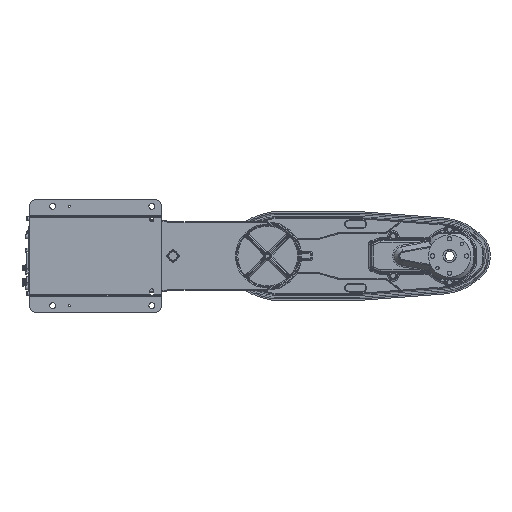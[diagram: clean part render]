
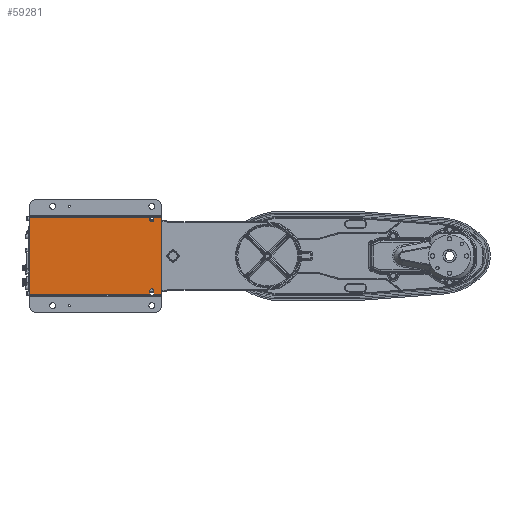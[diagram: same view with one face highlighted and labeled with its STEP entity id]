
A CAD part, front view. The second image highlights one B-rep face of the part: STEP entity #59281.
In plain terms, the highlighted planar face has unit normal (0, -1, 0).
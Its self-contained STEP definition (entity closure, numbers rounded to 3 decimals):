
#275 = DIRECTION ( 'NONE',  ( 0., 0., 1. ) ) ;
#774 = CARTESIAN_POINT ( 'NONE',  ( -135., 1.5, -59. ) ) ;
#1372 = CIRCLE ( 'NONE', #75023, 3. ) ;
#1683 = ORIENTED_EDGE ( 'NONE', *, *, #55196, .T. ) ;
#1920 = ORIENTED_EDGE ( 'NONE', *, *, #20583, .T. ) ;
#1999 = EDGE_CURVE ( '��������2_26+��������2_4+��������2_37', #4991, #33220, #23738, .T. ) ;
#2153 = ORIENTED_EDGE ( 'NONE', *, *, #66984, .T. ) ;
#3848 = VERTEX_POINT ( 'NONE', #69156 ) ;
#4083 = CARTESIAN_POINT ( 'NONE',  ( 52.816, 1.5, -58.533 ) ) ;
#4991 = VERTEX_POINT ( 'NONE', #4083 ) ;
#5273 = VECTOR ( 'NONE', #51499, 1000. ) ;
#5606 = EDGE_CURVE ( '��������2_26+��������2_332+��������2_33', #82705, #41016, #73363, .T. ) ;
#5944 = DIRECTION ( 'NONE',  ( 0., 0., 1. ) ) ;
#7459 = DIRECTION ( 'NONE',  ( 0., 0., 1. ) ) ;
#7719 = CARTESIAN_POINT ( 'NONE',  ( -135., 1.5, 58.533 ) ) ;
#7821 = CARTESIAN_POINT ( 'NONE',  ( 50., 1.5, -57.5 ) ) ;
#7966 = DIRECTION ( 'NONE',  ( -1., 0., 0. ) ) ;
#8179 = CARTESIAN_POINT ( 'NONE',  ( 53., 1.5, -57.5 ) ) ;
#9131 = CARTESIAN_POINT ( 'NONE',  ( 65., 1.5, -58.533 ) ) ;
#9511 = CIRCLE ( 'NONE', #49188, 3. ) ;
#10061 = CARTESIAN_POINT ( 'NONE',  ( 50., 1.5, 55. ) ) ;
#10862 = ORIENTED_EDGE ( 'NONE', *, *, #67994, .T. ) ;
#11162 = LINE ( 'NONE', #59031, #5273 ) ;
#11316 = CARTESIAN_POINT ( 'NONE',  ( 47., 1.5, -57.5 ) ) ;
#11467 = EDGE_CURVE ( '��������2_12+��������2_26+��������2', #56432, #14226, #55475, .T. ) ;
#12336 = AXIS2_PLACEMENT_3D ( 'NONE', #82226, #48514, #33465 ) ;
#12903 = DIRECTION ( 'NONE',  ( 0., 1., 0. ) ) ;
#13299 = CIRCLE ( 'NONE', #32930, 3. ) ;
#14197 = LINE ( 'NONE', #82038, #87751 ) ;
#14226 = VERTEX_POINT ( 'NONE', #7719 ) ;
#15367 = DIRECTION ( 'NONE',  ( 0., 1., 0. ) ) ;
#17888 = DIRECTION ( 'NONE',  ( 0., 0., 1. ) ) ;
#18394 = CARTESIAN_POINT ( 'NONE',  ( -135., 1.5, -58.533 ) ) ;
#19651 = VECTOR ( 'NONE', #78719, 1000. ) ;
#19963 = EDGE_CURVE ( '��������2_26+��������2_335+��������2_', #78972, #82705, #1372, .T. ) ;
#20422 = EDGE_CURVE ( '��������2_26+��������2_335+��������2_�n', #75441, #4991, #40652, .T. ) ;
#20512 = ORIENTED_EDGE ( 'NONE', *, *, #11467, .F. ) ;
#20583 = EDGE_CURVE ( '��������2_26+��������2_333+��������2_33', #41016, #77439, #9511, .T. ) ;
#23738 = LINE ( 'NONE', #9131, #19651 ) ;
#24998 = CARTESIAN_POINT ( 'NONE',  ( 50., 1.5, 52. ) ) ;
#26474 = ORIENTED_EDGE ( 'NONE', *, *, #40447, .T. ) ;
#32493 = DIRECTION ( 'NONE',  ( 0., 0., 1. ) ) ;
#32930 = AXIS2_PLACEMENT_3D ( 'NONE', #69365, #83969, #35207 ) ;
#33220 = VERTEX_POINT ( 'NONE', #58168 ) ;
#33228 = EDGE_CURVE ( '��������2_26+��������2_0+��������2_10', #56432, #78972, #11162, .T. ) ;
#33465 = DIRECTION ( 'NONE',  ( 0., 0., 1. ) ) ;
#35207 = DIRECTION ( 'NONE',  ( 0., 0., 1. ) ) ;
#35555 = VECTOR ( 'NONE', #17888, 1000. ) ;
#36192 = ORIENTED_EDGE ( 'NONE', *, *, #1999, .T. ) ;
#37106 = DIRECTION ( 'NONE',  ( 0., 1., 0. ) ) ;
#37720 = CARTESIAN_POINT ( 'NONE',  ( 47.184, 1.5, -58.533 ) ) ;
#40447 = EDGE_CURVE ( '��������2_26+��������2_39+��������2__�n', #69868, #14226, #14197, .T. ) ;
#40565 = ORIENTED_EDGE ( 'NONE', *, *, #33228, .T. ) ;
#40652 = CIRCLE ( 'NONE', #12336, 3. ) ;
#41016 = VERTEX_POINT ( 'NONE', #48655 ) ;
#41604 = VERTEX_POINT ( 'NONE', #24998 ) ;
#45624 = CARTESIAN_POINT ( 'NONE',  ( 53., 1.5, -52.5 ) ) ;
#46215 = AXIS2_PLACEMENT_3D ( 'NONE', #774, #12903, #7459 ) ;
#47593 = ORIENTED_EDGE ( 'NONE', *, *, #19963, .T. ) ;
#48514 = DIRECTION ( 'NONE',  ( 0., 1., 0. ) ) ;
#48655 = CARTESIAN_POINT ( 'NONE',  ( 47., 1.5, -52.5 ) ) ;
#49188 = AXIS2_PLACEMENT_3D ( 'NONE', #85270, #79933, #32493 ) ;
#51499 = DIRECTION ( 'NONE',  ( 1., 0., 0. ) ) ;
#51969 = VECTOR ( 'NONE', #5944, 1000. ) ;
#52068 = CARTESIAN_POINT ( 'NONE',  ( 47., 1.5, -59. ) ) ;
#52829 = PLANE ( 'NONE',  #46215 ) ;
#52872 = EDGE_LOOP ( 'NONE', ( #1683, #10862 ) ) ;
#53781 = EDGE_LOOP ( 'NONE', ( #86528, #69004, #36192, #2153, #26474, #20512, #40565, #47593, #81949, #1920 ) ) ;
#55196 = EDGE_CURVE ( '��������2_26+��������2_336+��������2_33', #41604, #3848, #13299, .T. ) ;
#55475 = LINE ( 'NONE', #82536, #62186 ) ;
#56432 = VERTEX_POINT ( 'NONE', #18394 ) ;
#58168 = CARTESIAN_POINT ( 'NONE',  ( 65., 1.5, -58.533 ) ) ;
#59031 = CARTESIAN_POINT ( 'NONE',  ( 65., 1.5, -58.533 ) ) ;
#59281 = ADVANCED_FACE ( '��������2', ( #72803, #66127 ), #52829, .F. ) ;
#62186 = VECTOR ( 'NONE', #70550, 1000. ) ;
#62924 = CARTESIAN_POINT ( 'NONE',  ( 65., 1.5, 58.533 ) ) ;
#64146 = DIRECTION ( 'NONE',  ( 0., 0., 1. ) ) ;
#66127 = FACE_OUTER_BOUND ( 'NONE', #53781, .T. ) ;
#66984 = EDGE_CURVE ( '��������2_26+��������2_14+��������2', #33220, #69868, #85285, .T. ) ;
#67994 = EDGE_CURVE ( '��������2_26+��������2_336+��������2_33', #3848, #41604, #80938, .T. ) ;
#68412 = VECTOR ( 'NONE', #73299, 1000. ) ;
#69004 = ORIENTED_EDGE ( 'NONE', *, *, #20422, .T. ) ;
#69156 = CARTESIAN_POINT ( 'NONE',  ( 50., 1.5, 58. ) ) ;
#69365 = CARTESIAN_POINT ( 'NONE',  ( 50., 1.5, 55. ) ) ;
#69494 = EDGE_CURVE ( '��������2_334+��������2_26+��������2_33', #75441, #77439, #81243, .T. ) ;
#69868 = VERTEX_POINT ( 'NONE', #62924 ) ;
#70550 = DIRECTION ( 'NONE',  ( 0., 0., 1. ) ) ;
#72803 = FACE_BOUND ( 'NONE', #52872, .T. ) ;
#72872 = CARTESIAN_POINT ( 'NONE',  ( 53., 1.5, -59. ) ) ;
#73299 = DIRECTION ( 'NONE',  ( 0., 0., 1. ) ) ;
#73303 = CARTESIAN_POINT ( 'NONE',  ( 65., 1.5, -59. ) ) ;
#73363 = LINE ( 'NONE', #52068, #51969 ) ;
#75023 = AXIS2_PLACEMENT_3D ( 'NONE', #7821, #15367, #275 ) ;
#75441 = VERTEX_POINT ( 'NONE', #8179 ) ;
#77439 = VERTEX_POINT ( 'NONE', #45624 ) ;
#78719 = DIRECTION ( 'NONE',  ( 1., 0., 0. ) ) ;
#78972 = VERTEX_POINT ( 'NONE', #37720 ) ;
#79933 = DIRECTION ( 'NONE',  ( 0., 1., 0. ) ) ;
#80938 = CIRCLE ( 'NONE', #83799, 3. ) ;
#81243 = LINE ( 'NONE', #72872, #68412 ) ;
#81949 = ORIENTED_EDGE ( 'NONE', *, *, #5606, .T. ) ;
#82038 = CARTESIAN_POINT ( 'NONE',  ( -135., 1.5, 58.533 ) ) ;
#82226 = CARTESIAN_POINT ( 'NONE',  ( 50., 1.5, -57.5 ) ) ;
#82536 = CARTESIAN_POINT ( 'NONE',  ( -135., 1.5, -59. ) ) ;
#82705 = VERTEX_POINT ( 'NONE', #11316 ) ;
#83799 = AXIS2_PLACEMENT_3D ( 'NONE', #10061, #37106, #64146 ) ;
#83969 = DIRECTION ( 'NONE',  ( 0., 1., 0. ) ) ;
#85270 = CARTESIAN_POINT ( 'NONE',  ( 50., 1.5, -52.5 ) ) ;
#85285 = LINE ( 'NONE', #73303, #35555 ) ;
#86528 = ORIENTED_EDGE ( 'NONE', *, *, #69494, .F. ) ;
#87751 = VECTOR ( 'NONE', #7966, 1000. ) ;
